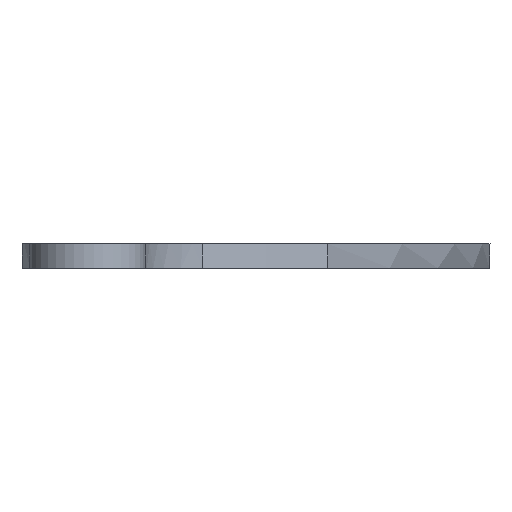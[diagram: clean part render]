
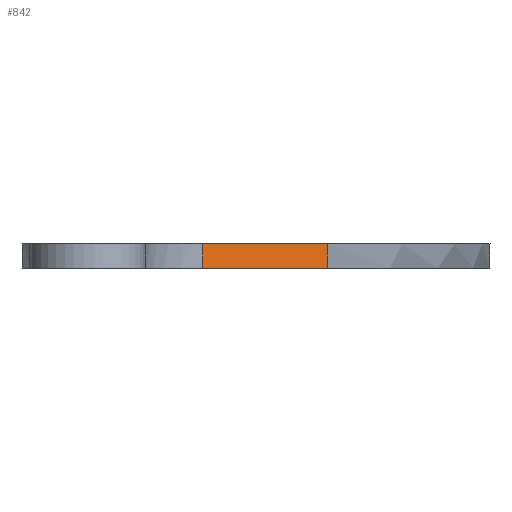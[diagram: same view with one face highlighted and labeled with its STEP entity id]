
A CAD part, left-side view. The second image highlights one B-rep face of the part: STEP entity #842.
In plain terms, the highlighted free-form (B-spline) face has degree [3, 1] with [12, 2] control points.
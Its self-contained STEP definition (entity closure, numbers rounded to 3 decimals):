
#83=B_SPLINE_SURFACE_WITH_KNOTS('',3,1,((#2697,#2698),(#2699,#2700),(#2701,
#2702),(#2703,#2704),(#2705,#2706),(#2707,#2708),(#2709,#2710),(#2711,#2712),
(#2713,#2714),(#2715,#2716),(#2717,#2718),(#2719,#2720)),.UNSPECIFIED.,
 .F.,.F.,.F.,(4,1,1,1,1,1,1,1,1,4),(2,2),(0.,1.917,3.834,
7.667,11.334,15.,16.212,17.423,
18.325,19.227),(0.,1.081),.UNSPECIFIED.);
#93=B_SPLINE_CURVE_WITH_KNOTS('',3,(#1840,#1841,#1842,#1843,#1844),
 .UNSPECIFIED.,.F.,.F.,(4,1,4),(-8.626,-5.158,-4.019),
 .UNSPECIFIED.);
#104=B_SPLINE_CURVE_WITH_KNOTS('',3,(#2343,#2344,#2345,#2346,#2347),
 .UNSPECIFIED.,.F.,.F.,(4,1,4),(-12.203,-11.488,-9.311),
 .UNSPECIFIED.);
#145=FACE_OUTER_BOUND('',#202,.T.);
#202=EDGE_LOOP('',(#768,#769,#770,#771));
#210=LINE('',#1141,#270);
#249=LINE('',#2578,#309);
#270=VECTOR('',#916,10.);
#309=VECTOR('',#1011,10.);
#346=VERTEX_POINT('',#1107);
#348=VERTEX_POINT('',#1125);
#371=VERTEX_POINT('',#1839);
#412=VERTEX_POINT('',#2227);
#430=EDGE_CURVE('',#346,#348,#210,.T.);
#458=EDGE_CURVE('',#371,#346,#93,.T.);
#506=EDGE_CURVE('',#348,#412,#104,.T.);
#528=EDGE_CURVE('',#412,#371,#249,.T.);
#768=ORIENTED_EDGE('',*,*,#430,.T.);
#769=ORIENTED_EDGE('',*,*,#506,.T.);
#770=ORIENTED_EDGE('',*,*,#528,.T.);
#771=ORIENTED_EDGE('',*,*,#458,.T.);
#842=ADVANCED_FACE('',(#145),#83,.T.);
#916=DIRECTION('',(0.,0.,-1.));
#1011=DIRECTION('',(0.,0.,1.));
#1107=CARTESIAN_POINT('',(73.142,88.66,6.3));
#1125=CARTESIAN_POINT('',(73.142,88.66,0.));
#1141=CARTESIAN_POINT('',(73.142,88.66,6.3));
#1839=CARTESIAN_POINT('',(92.086,56.255,6.3));
#1840=CARTESIAN_POINT('Ctrl Pts',(92.086,56.255,6.3));
#1841=CARTESIAN_POINT('Ctrl Pts',(86.364,63.8,6.3));
#1842=CARTESIAN_POINT('Ctrl Pts',(80.416,75.39,6.3));
#1843=CARTESIAN_POINT('Ctrl Pts',(74.727,85.867,6.3));
#1844=CARTESIAN_POINT('Ctrl Pts',(73.142,88.66,6.3));
#2227=CARTESIAN_POINT('',(92.086,56.255,0.));
#2343=CARTESIAN_POINT('Ctrl Pts',(73.142,88.66,0.));
#2344=CARTESIAN_POINT('Ctrl Pts',(74.727,85.867,0.));
#2345=CARTESIAN_POINT('Ctrl Pts',(80.416,75.39,0.));
#2346=CARTESIAN_POINT('Ctrl Pts',(86.364,63.8,0.));
#2347=CARTESIAN_POINT('Ctrl Pts',(92.086,56.255,0.));
#2578=CARTESIAN_POINT('',(92.086,56.255,6.3));
#2697=CARTESIAN_POINT('Ctrl Pts',(199.023,2.631,7.656));
#2698=CARTESIAN_POINT('Ctrl Pts',(199.023,2.631,-3.159));
#2699=CARTESIAN_POINT('Ctrl Pts',(193.159,1.671,7.656));
#2700=CARTESIAN_POINT('Ctrl Pts',(193.159,1.671,-3.159));
#2701=CARTESIAN_POINT('Ctrl Pts',(179.917,6.799,7.656));
#2702=CARTESIAN_POINT('Ctrl Pts',(179.917,6.799,-3.159));
#2703=CARTESIAN_POINT('Ctrl Pts',(156.362,14.75,7.656));
#2704=CARTESIAN_POINT('Ctrl Pts',(156.362,14.75,-3.159));
#2705=CARTESIAN_POINT('Ctrl Pts',(128.403,29.484,7.656));
#2706=CARTESIAN_POINT('Ctrl Pts',(128.403,29.484,-3.159));
#2707=CARTESIAN_POINT('Ctrl Pts',(94.807,47.192,7.656));
#2708=CARTESIAN_POINT('Ctrl Pts',(94.807,47.192,-3.159));
#2709=CARTESIAN_POINT('Ctrl Pts',(81.216,73.973,7.656));
#2710=CARTESIAN_POINT('Ctrl Pts',(81.216,73.973,-3.159));
#2711=CARTESIAN_POINT('Ctrl Pts',(72.072,90.739,7.656));
#2712=CARTESIAN_POINT('Ctrl Pts',(72.072,90.739,-3.159));
#2713=CARTESIAN_POINT('Ctrl Pts',(64.89,102.508,7.656));
#2714=CARTESIAN_POINT('Ctrl Pts',(64.89,102.508,-3.159));
#2715=CARTESIAN_POINT('Ctrl Pts',(55.439,97.45,7.656));
#2716=CARTESIAN_POINT('Ctrl Pts',(55.439,97.45,-3.159));
#2717=CARTESIAN_POINT('Ctrl Pts',(49.242,95.426,7.656));
#2718=CARTESIAN_POINT('Ctrl Pts',(49.242,95.426,-3.159));
#2719=CARTESIAN_POINT('Ctrl Pts',(47.018,93.894,7.656));
#2720=CARTESIAN_POINT('Ctrl Pts',(47.018,93.894,-3.159));
